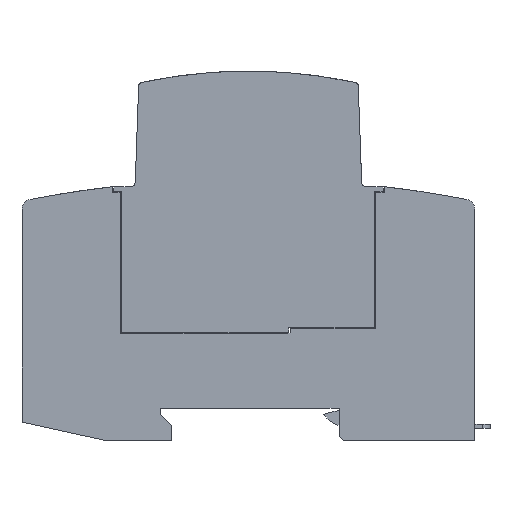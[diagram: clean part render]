
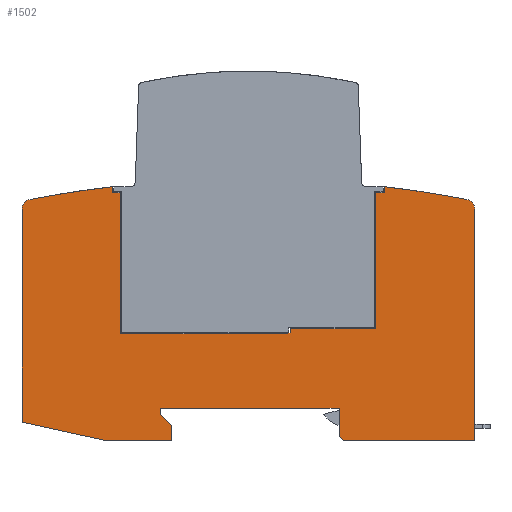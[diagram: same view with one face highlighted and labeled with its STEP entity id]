
A CAD part, left-side view. The second image highlights one B-rep face of the part: STEP entity #1502.
In plain terms, the highlighted planar face has unit normal (-1, 0, 0).
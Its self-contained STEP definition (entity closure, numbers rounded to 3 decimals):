
#1502=ADVANCED_FACE('',(#3059),#3060,.F.);
#3059=FACE_OUTER_BOUND('',#4620,.T.);
#3060=PLANE('',#4621);
#4620=EDGE_LOOP('',(#9231,#9232,#9233,#9234,#9235,#9236,#9237,#9238,#9239,#9240,#9241,#9242,#9243,#9244,#9245,#9246,#9247,#9248,#9249,#9250,#9251,#9252,#9253,#9254,#9255,#9256,#9257,#9258,#9259,#9260));
#4621=AXIS2_PLACEMENT_3D('',#9261,#9262,#9263);
#9231=ORIENTED_EDGE('',*,*,#11203,.T.);
#9232=ORIENTED_EDGE('',*,*,#11166,.T.);
#9233=ORIENTED_EDGE('',*,*,#11171,.T.);
#9234=ORIENTED_EDGE('',*,*,#11175,.T.);
#9235=ORIENTED_EDGE('',*,*,#11210,.T.);
#9236=ORIENTED_EDGE('',*,*,#11215,.T.);
#9237=ORIENTED_EDGE('',*,*,#11157,.T.);
#9238=ORIENTED_EDGE('',*,*,#11201,.T.);
#9239=ORIENTED_EDGE('',*,*,#11179,.T.);
#9240=ORIENTED_EDGE('',*,*,#11184,.T.);
#9241=ORIENTED_EDGE('',*,*,#11213,.F.);
#9242=ORIENTED_EDGE('',*,*,#11197,.T.);
#9243=ORIENTED_EDGE('',*,*,#11199,.T.);
#9244=ORIENTED_EDGE('',*,*,#10296,.F.);
#9245=ORIENTED_EDGE('',*,*,#11216,.F.);
#9246=ORIENTED_EDGE('',*,*,#9892,.F.);
#9247=ORIENTED_EDGE('',*,*,#11217,.T.);
#9248=ORIENTED_EDGE('',*,*,#11218,.T.);
#9249=ORIENTED_EDGE('',*,*,#11219,.T.);
#9250=ORIENTED_EDGE('',*,*,#11220,.T.);
#9251=ORIENTED_EDGE('',*,*,#11221,.T.);
#9252=ORIENTED_EDGE('',*,*,#11222,.T.);
#9253=ORIENTED_EDGE('',*,*,#9748,.T.);
#9254=ORIENTED_EDGE('',*,*,#11223,.F.);
#9255=ORIENTED_EDGE('',*,*,#11224,.T.);
#9256=ORIENTED_EDGE('',*,*,#9887,.F.);
#9257=ORIENTED_EDGE('',*,*,#11225,.F.);
#9258=ORIENTED_EDGE('',*,*,#10289,.F.);
#9259=ORIENTED_EDGE('',*,*,#11226,.F.);
#9260=ORIENTED_EDGE('',*,*,#11151,.T.);
#9261=CARTESIAN_POINT('',(-18.0,44.746,22.258));
#9262=DIRECTION('',(1.0,0.0,0.));
#9263=DIRECTION('',(0.,0.0,-1.0));
#9748=EDGE_CURVE('',#11835,#11833,#11836,.T.);
#9887=EDGE_CURVE('',#12040,#12042,#12043,.T.);
#9892=EDGE_CURVE('',#12049,#12051,#12052,.T.);
#10289=EDGE_CURVE('',#12612,#12614,#12615,.T.);
#10296=EDGE_CURVE('',#12625,#12627,#12628,.T.);
#11151=EDGE_CURVE('',#13880,#13878,#13881,.T.);
#11157=EDGE_CURVE('',#13890,#13888,#13891,.T.);
#11166=EDGE_CURVE('',#13902,#13903,#13904,.T.);
#11171=EDGE_CURVE('',#13903,#13911,#13912,.T.);
#11175=EDGE_CURVE('',#13911,#13917,#13918,.T.);
#11179=EDGE_CURVE('',#13923,#13924,#13925,.T.);
#11184=EDGE_CURVE('',#13924,#13932,#13933,.T.);
#11197=EDGE_CURVE('',#13947,#13949,#13951,.T.);
#11199=EDGE_CURVE('',#13949,#12627,#13953,.T.);
#11201=EDGE_CURVE('',#13888,#13923,#13955,.T.);
#11203=EDGE_CURVE('',#13878,#13902,#13957,.T.);
#11210=EDGE_CURVE('',#13917,#13964,#13966,.T.);
#11213=EDGE_CURVE('',#13947,#13932,#13969,.T.);
#11215=EDGE_CURVE('',#13964,#13890,#13971,.T.);
#11216=EDGE_CURVE('',#12051,#12625,#13972,.T.);
#11217=EDGE_CURVE('',#12049,#13973,#13974,.T.);
#11218=EDGE_CURVE('',#13973,#13975,#13976,.T.);
#11219=EDGE_CURVE('',#13975,#13977,#13978,.T.);
#11220=EDGE_CURVE('',#13977,#13979,#13980,.T.);
#11221=EDGE_CURVE('',#13979,#13981,#13982,.T.);
#11222=EDGE_CURVE('',#13981,#11835,#13983,.T.);
#11223=EDGE_CURVE('',#13984,#11833,#13985,.T.);
#11224=EDGE_CURVE('',#13984,#12042,#13986,.T.);
#11225=EDGE_CURVE('',#12614,#12040,#13987,.T.);
#11226=EDGE_CURVE('',#13880,#12612,#13988,.T.);
#11833=VERTEX_POINT('',#15402);
#11835=VERTEX_POINT('',#15405);
#11836=LINE('',#15406,#15407);
#12040=VERTEX_POINT('',#15685);
#12042=VERTEX_POINT('',#15688);
#12043=LINE('',#15689,#15690);
#12049=VERTEX_POINT('',#15698);
#12051=VERTEX_POINT('',#15701);
#12052=LINE('',#15702,#15703);
#12612=VERTEX_POINT('',#16668);
#12614=VERTEX_POINT('',#16671);
#12615=CIRCLE('',#16672,230.);
#12625=VERTEX_POINT('',#16684);
#12627=VERTEX_POINT('',#16687);
#12628=CIRCLE('',#16688,230.);
#13878=VERTEX_POINT('',#18707);
#13880=VERTEX_POINT('',#18710);
#13881=LINE('',#18711,#18712);
#13888=VERTEX_POINT('',#18722);
#13890=VERTEX_POINT('',#18725);
#13891=LINE('',#18726,#18727);
#13902=VERTEX_POINT('',#18743);
#13903=VERTEX_POINT('',#18744);
#13904=LINE('',#18745,#18746);
#13911=VERTEX_POINT('',#18756);
#13912=LINE('',#18757,#18758);
#13917=VERTEX_POINT('',#18765);
#13918=LINE('',#18766,#18767);
#13923=VERTEX_POINT('',#18774);
#13924=VERTEX_POINT('',#18775);
#13925=LINE('',#18776,#18777);
#13932=VERTEX_POINT('',#18787);
#13933=LINE('',#18788,#18789);
#13947=VERTEX_POINT('',#18810);
#13949=VERTEX_POINT('',#18813);
#13951=LINE('',#18816,#18817);
#13953=LINE('',#18819,#18820);
#13955=LINE('',#18822,#18823);
#13957=LINE('',#18825,#18826);
#13964=VERTEX_POINT('',#18836);
#13966=LINE('',#18839,#18840);
#13969=LINE('',#18844,#18845);
#13971=LINE('',#18847,#18848);
#13972=CIRCLE('',#18849,2.);
#13973=VERTEX_POINT('',#18850);
#13974=LINE('',#18851,#18852);
#13975=VERTEX_POINT('',#18853);
#13976=LINE('',#18854,#18855);
#13977=VERTEX_POINT('',#18856);
#13978=LINE('',#18857,#18858);
#13979=VERTEX_POINT('',#18859);
#13980=LINE('',#18860,#18861);
#13981=VERTEX_POINT('',#18862);
#13982=LINE('',#18863,#18864);
#13983=LINE('',#18865,#18866);
#13984=VERTEX_POINT('',#18867);
#13985=LINE('',#18868,#18869);
#13986=LINE('',#18870,#18871);
#13987=CIRCLE('',#18872,2.);
#13988=LINE('',#18873,#18874);
#15402=CARTESIAN_POINT('',(-18.0,27.0,0.8));
#15405=CARTESIAN_POINT('',(-18.0,27.0,6.5));
#15406=CARTESIAN_POINT('',(-18.0,27.0,6.5));
#15407=VECTOR('',#19300,1.0);
#15685=CARTESIAN_POINT('',(-18.0,0.,46.028));
#15688=CARTESIAN_POINT('',(-18.0,0.0,0.));
#15689=CARTESIAN_POINT('',(-18.0,0.0,46.028));
#15690=VECTOR('',#19448,1.0);
#15698=CARTESIAN_POINT('',(-18.0,90.0,3.719));
#15701=CARTESIAN_POINT('',(-18.0,90.0,46.028));
#15702=CARTESIAN_POINT('',(-18.0,90.0,3.719));
#15703=VECTOR('',#19452,1.0);
#16668=CARTESIAN_POINT('',(-18.0,18.0,50.53));
#16671=CARTESIAN_POINT('',(-18.0,1.623,47.993));
#16672=AXIS2_PLACEMENT_3D('',#19860,#19861,#19862);
#16684=CARTESIAN_POINT('',(-18.0,88.377,47.993));
#16687=CARTESIAN_POINT('',(-18.0,72.009,50.529));
#16688=AXIS2_PLACEMENT_3D('',#19872,#19873,#19874);
#18707=CARTESIAN_POINT('',(-18.0,18.012,49.53));
#18710=CARTESIAN_POINT('',(-18.0,18.0,49.53));
#18711=CARTESIAN_POINT('',(-18.0,18.0,49.53));
#18712=VECTOR('',#20772,1.0);
#18722=CARTESIAN_POINT('',(-18.0,37.017,21.5));
#18725=CARTESIAN_POINT('',(-18.0,36.7,21.5));
#18726=CARTESIAN_POINT('',(-18.0,36.7,21.5));
#18727=VECTOR('',#20777,1.0);
#18743=CARTESIAN_POINT('',(-18.0,18.012,49.33));
#18744=CARTESIAN_POINT('',(-18.0,19.8,49.33));
#18745=CARTESIAN_POINT('',(-18.0,31.826,49.33));
#18746=VECTOR('',#20783,1.0);
#18756=CARTESIAN_POINT('',(-18.0,19.8,22.3));
#18757=CARTESIAN_POINT('',(-18.0,19.8,29.037));
#18758=VECTOR('',#20787,1.0);
#18765=CARTESIAN_POINT('',(-18.0,36.6,22.3));
#18766=CARTESIAN_POINT('',(-18.0,36.523,22.3));
#18767=VECTOR('',#20790,1.0);
#18774=CARTESIAN_POINT('',(-18.0,37.217,21.3));
#18775=CARTESIAN_POINT('',(-18.0,70.4,21.3));
#18776=CARTESIAN_POINT('',(-18.0,49.277,21.3));
#18777=VECTOR('',#20793,1.0);
#18787=CARTESIAN_POINT('',(-18.0,70.4,49.23));
#18788=CARTESIAN_POINT('',(-18.0,70.4,28.787));
#18789=VECTOR('',#20797,1.0);
#18810=CARTESIAN_POINT('',(-18.0,70.5,49.33));
#18813=CARTESIAN_POINT('',(-18.0,72.009,49.33));
#18816=CARTESIAN_POINT('',(-18.0,57.975,49.33));
#18817=VECTOR('',#20807,1.0);
#18819=CARTESIAN_POINT('',(-18.0,72.009,36.97));
#18820=VECTOR('',#20808,1.0);
#18822=CARTESIAN_POINT('',(-18.0,38.756,19.762));
#18823=VECTOR('',#20809,1.0);
#18825=CARTESIAN_POINT('',(-18.0,18.012,36.846));
#18826=VECTOR('',#20810,1.0);
#18836=CARTESIAN_POINT('',(-18.0,36.7,22.2));
#18839=CARTESIAN_POINT('',(-18.0,36.4,22.5));
#18840=VECTOR('',#20815,1.0);
#18844=CARTESIAN_POINT('',(-18.0,70.7,49.53));
#18845=VECTOR('',#20817,1.0);
#18847=CARTESIAN_POINT('',(-18.0,36.7,22.2));
#18848=VECTOR('',#20818,1.0);
#18849=AXIS2_PLACEMENT_3D('',#20819,#20820,#20821);
#18850=CARTESIAN_POINT('',(-18.0,73.0,0.));
#18851=CARTESIAN_POINT('',(-18.0,90.0,3.719));
#18852=VECTOR('',#20822,1.0);
#18853=CARTESIAN_POINT('',(-18.0,60.2,0.));
#18854=CARTESIAN_POINT('',(-18.0,73.0,0.));
#18855=VECTOR('',#20823,1.0);
#18856=CARTESIAN_POINT('',(-18.0,60.2,3.));
#18857=CARTESIAN_POINT('',(-18.0,60.2,0.));
#18858=VECTOR('',#20824,1.0);
#18859=CARTESIAN_POINT('',(-18.0,62.5,5.3));
#18860=CARTESIAN_POINT('',(-18.0,60.2,3.));
#18861=VECTOR('',#20825,1.0);
#18862=CARTESIAN_POINT('',(-18.0,62.5,6.5));
#18863=CARTESIAN_POINT('',(-18.0,62.5,5.3));
#18864=VECTOR('',#20826,1.0);
#18865=CARTESIAN_POINT('',(-18.0,62.5,6.5));
#18866=VECTOR('',#20827,1.0);
#18867=CARTESIAN_POINT('',(-18.0,26.2,0.));
#18868=CARTESIAN_POINT('',(-18.0,26.2,0.));
#18869=VECTOR('',#20828,1.0);
#18870=CARTESIAN_POINT('',(-18.0,26.2,0.));
#18871=VECTOR('',#20829,1.0);
#18872=AXIS2_PLACEMENT_3D('',#20830,#20831,#20832);
#18873=CARTESIAN_POINT('',(-18.0,18.0,49.53));
#18874=VECTOR('',#20833,1.0);
#19300=DIRECTION('',(0.,0.0,-1.0));
#19448=DIRECTION('',(0.,0.0,-1.0));
#19452=DIRECTION('',(0.,0.0,1.0));
#19860=CARTESIAN_POINT('',(-18.0,45.,-177.88));
#19861=DIRECTION('',(1.0,0.0,0.));
#19862=DIRECTION('',(0.,0.0,-1.0));
#19872=CARTESIAN_POINT('',(-18.0,45.,-177.88));
#19873=DIRECTION('',(1.0,0.0,0.));
#19874=DIRECTION('',(0.,0.0,-1.0));
#20772=DIRECTION('',(0.0,1.0,0.0));
#20777=DIRECTION('',(0.0,1.0,0.0));
#20783=DIRECTION('',(0.0,1.0,0.0));
#20787=DIRECTION('',(0.,0.0,-1.0));
#20790=DIRECTION('',(0.0,1.0,0.0));
#20793=DIRECTION('',(0.0,1.0,0.0));
#20797=DIRECTION('',(0.,0.0,1.0));
#20807=DIRECTION('',(0.0,1.0,0.0));
#20808=DIRECTION('',(0.,0.0,1.0));
#20809=DIRECTION('',(0.,0.707,-0.707));
#20810=DIRECTION('',(0.,0.0,-1.0));
#20815=DIRECTION('',(0.,0.707,-0.707));
#20817=DIRECTION('',(0.,-0.707,-0.707));
#20818=DIRECTION('',(0.,0.0,-1.0));
#20819=CARTESIAN_POINT('',(-18.0,88.,46.028));
#20820=DIRECTION('',(1.0,0.0,0.));
#20821=DIRECTION('',(0.,0.0,-1.0));
#20822=DIRECTION('',(0.,-0.977,-0.214));
#20823=DIRECTION('',(0.0,-1.0,0.0));
#20824=DIRECTION('',(0.,0.0,1.0));
#20825=DIRECTION('',(0.,0.707,0.707));
#20826=DIRECTION('',(0.,0.0,1.0));
#20827=DIRECTION('',(0.0,-1.0,0.0));
#20828=DIRECTION('',(0.,0.707,0.707));
#20829=DIRECTION('',(0.0,-1.0,0.0));
#20830=CARTESIAN_POINT('',(-18.0,2.,46.028));
#20831=DIRECTION('',(1.0,0.0,0.));
#20832=DIRECTION('',(0.,0.0,-1.0));
#20833=DIRECTION('',(0.,0.0,1.0));
